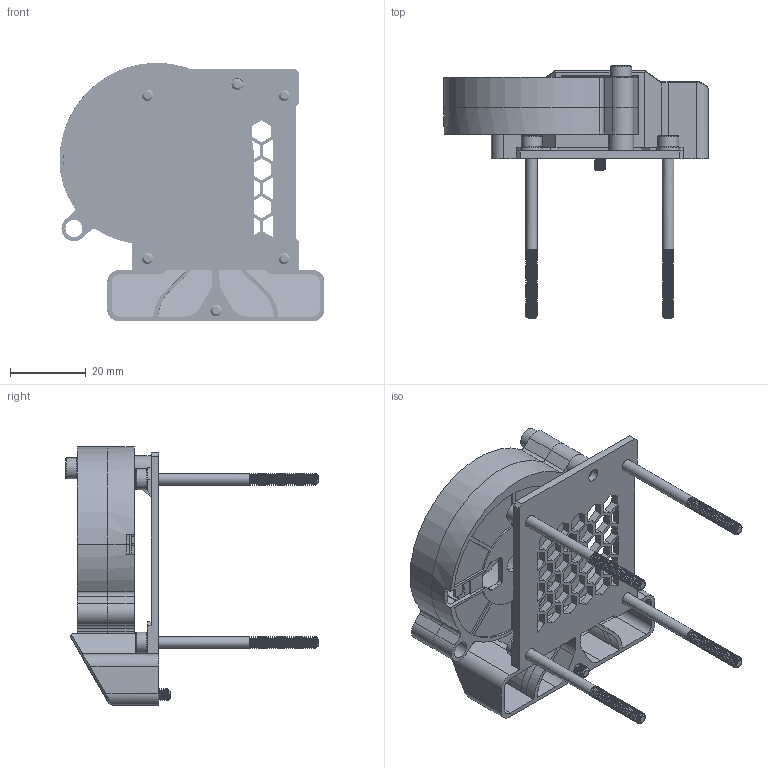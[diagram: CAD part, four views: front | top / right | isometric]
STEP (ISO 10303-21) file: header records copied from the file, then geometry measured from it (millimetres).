
FILE_DESCRIPTION(/* description */ (''),/* implementation_level */ '2;1');
FILE_NAME(/* name */ '5015_sideways_inlet.step',/* time_stamp */ '2023-01-13T03:48:11-06:00',/* author */ (''),/* organization */ (''),/* preprocessor_version */ 'ST-DEVELOPER v19.2',/* originating_system */ 'Autodesk Translation Framework v11.17.0.187',/* authorisation */ '');
FILE_SCHEMA (('AUTOMOTIVE_DESIGN { 1 0 10303 214 3 1 1 }'));
Length unit declared in the file: millimetre
Products named in the file (11): 5015_sideways_inlet; Fan, Radial, 5015; turbine; top; bottom; 5015_sideways_inlet_fi; Fasteners; PN500; PN504; PN596; PN509
Assembly tree (13 placements, depth 3):
  5015_sideways_inlet
    Fan, Radial, 5015
      turbine
      top
      bottom
    5015_sideways_inlet_fi
    Fasteners
      PN500
      PN504
      PN596
      PN509  x4
Bounding box: 69.8 x 66.46 x 68.07 mm (x, y, z)
Volume: 19634.1 mm3; surface area: 34989 mm2
Topology: 12 solids, 12 shells, 1349 faces, 3743 edges, 2445 vertices
Faces by surface type: cylinder 638, plane 489, bspline 124, cone 96, torus 2
Full cylindrical faces by diameter (mm): 2.35 x189, 2.9 x1, 3 x194, 3.3 x6, 4.2 x1, 4.25 x1, 4.5 x4, 4.6 x1, 4.7 x1, 5 x1, 5.5 x6, 5.65 x2, 22.8 x1, 24.5 x1, 32 x1
Entity records: 56062 total; most frequent: CARTESIAN_POINT 29536, ORIENTED_EDGE 5872, DIRECTION 4902, EDGE_CURVE 2936, VERTEX_POINT 1917, AXIS2_PLACEMENT_3D 1695, LINE 1512, VECTOR 1512
